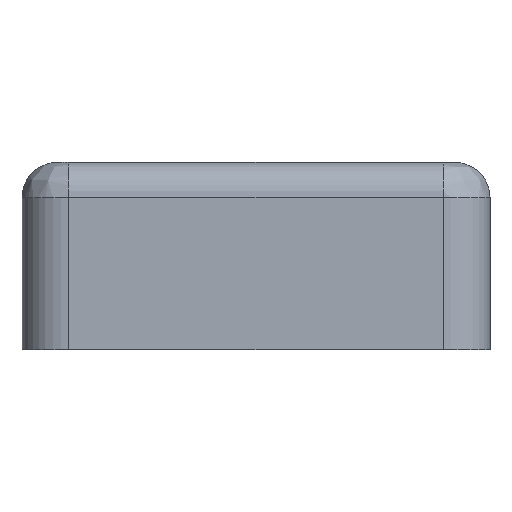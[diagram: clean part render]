
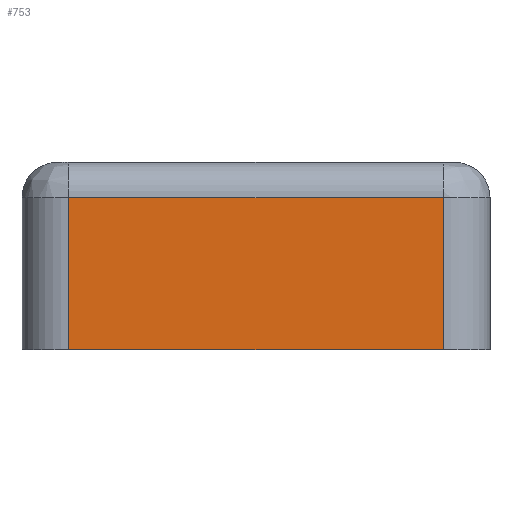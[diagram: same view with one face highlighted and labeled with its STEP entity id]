
A CAD part, front view. The second image highlights one B-rep face of the part: STEP entity #753.
In plain terms, the highlighted planar face has unit normal (0, -1, 0).
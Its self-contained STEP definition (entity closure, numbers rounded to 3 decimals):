
#558 = DIRECTION ( 'NONE',  ( -1., 0., 0. ) ) ;
#753 = ADVANCED_FACE ( 'NONE', ( #9943 ), #15021, .F. ) ;
#762 = CARTESIAN_POINT ( 'NONE',  ( -16., -40., 13. ) ) ;
#1798 = DIRECTION ( 'NONE',  ( 0., 0., -1. ) ) ;
#2452 = VECTOR ( 'NONE', #558, 1000. ) ;
#2469 = LINE ( 'NONE', #9924, #14138 ) ;
#2726 = VERTEX_POINT ( 'NONE', #3686 ) ;
#2739 = EDGE_CURVE ( 'NONE', #2726, #14675, #11989, .T. ) ;
#3072 = VECTOR ( 'NONE', #1798, 1000. ) ;
#3686 = CARTESIAN_POINT ( 'NONE',  ( 16., -40., 13. ) ) ;
#4001 = CARTESIAN_POINT ( 'NONE',  ( -16., -40., 0. ) ) ;
#4419 = LINE ( 'NONE', #7589, #9888 ) ;
#4538 = CARTESIAN_POINT ( 'NONE',  ( -20., -40., 16. ) ) ;
#5150 = CARTESIAN_POINT ( 'NONE',  ( -20., -40., 0. ) ) ;
#5500 = LINE ( 'NONE', #5150, #2452 ) ;
#5638 = DIRECTION ( 'NONE',  ( 1., 0., 0. ) ) ;
#5714 = DIRECTION ( 'NONE',  ( 0., 0., 1. ) ) ;
#5846 = VERTEX_POINT ( 'NONE', #762 ) ;
#7331 = CARTESIAN_POINT ( 'NONE',  ( 16., -40., 0. ) ) ;
#7589 = CARTESIAN_POINT ( 'NONE',  ( -16., -40., 16. ) ) ;
#8229 = ORIENTED_EDGE ( 'NONE', *, *, #2739, .F. ) ;
#8603 = VERTEX_POINT ( 'NONE', #4001 ) ;
#8781 = DIRECTION ( 'NONE',  ( 0., 0., 1. ) ) ;
#9592 = ORIENTED_EDGE ( 'NONE', *, *, #11405, .F. ) ;
#9888 = VECTOR ( 'NONE', #8781, 1000. ) ;
#9924 = CARTESIAN_POINT ( 'NONE',  ( 20., -40., 13. ) ) ;
#9943 = FACE_OUTER_BOUND ( 'NONE', #13454, .T. ) ;
#11405 = EDGE_CURVE ( 'NONE', #5846, #2726, #2469, .T. ) ;
#11671 = EDGE_CURVE ( 'NONE', #14675, #8603, #5500, .T. ) ;
#11718 = EDGE_CURVE ( 'NONE', #8603, #5846, #4419, .T. ) ;
#11989 = LINE ( 'NONE', #14292, #3072 ) ;
#12718 = DIRECTION ( 'NONE',  ( 0., 1., 0. ) ) ;
#12749 = ORIENTED_EDGE ( 'NONE', *, *, #11671, .F. ) ;
#13454 = EDGE_LOOP ( 'NONE', ( #9592, #14022, #12749, #8229 ) ) ;
#14022 = ORIENTED_EDGE ( 'NONE', *, *, #11718, .F. ) ;
#14138 = VECTOR ( 'NONE', #5638, 1000. ) ;
#14292 = CARTESIAN_POINT ( 'NONE',  ( 16., -40., 16. ) ) ;
#14555 = AXIS2_PLACEMENT_3D ( 'NONE', #4538, #12718, #5714 ) ;
#14675 = VERTEX_POINT ( 'NONE', #7331 ) ;
#15021 = PLANE ( 'NONE',  #14555 ) ;
